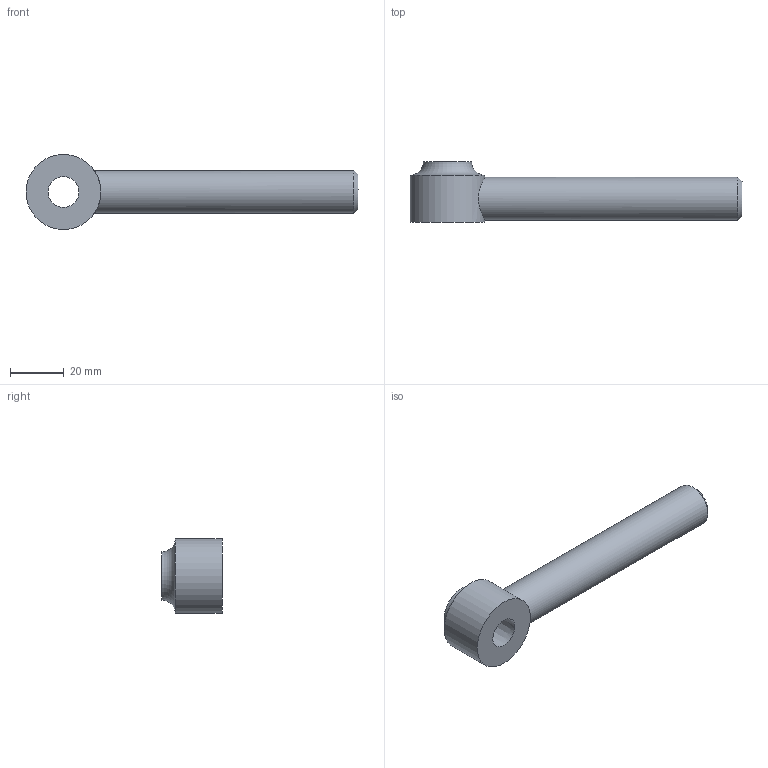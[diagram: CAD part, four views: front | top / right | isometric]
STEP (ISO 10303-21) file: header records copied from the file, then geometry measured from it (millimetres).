
FILE_DESCRIPTION(/* description */ (''),/* implementation_level */ '2;1');
FILE_NAME(/* name */ 'BOCC_CONICA_BRACC_SOSP__2_MIR.stp',/* time_stamp */ '2016-06-02T11:41:01+02:00',/* author */ (''),/* organization */ (''),/* preprocessor_version */ 'ST-DEVELOPER v16.5',/* originating_system */ 'Autodesk Translation Framework v5.0.0.3310',/* authorisation */ '');
FILE_SCHEMA (('AUTOMOTIVE_DESIGN { 1 0 10303 214 3 1 1 }'));
Length unit declared in the file: centimetre
Products named in the file (1): BOCC_CONICA_BRACC_SOSP__2_MIR
Bounding box: 124 x 22.5 x 28 mm (x, y, z)
Volume: 28451.6 mm3; surface area: 8668.9 mm2
Topology: 1 solids, 1 shells, 12 faces, 27 edges, 18 vertices
Faces by surface type: plane 7, cone 2, cylinder 2, torus 1
Full cylindrical faces by diameter (mm): 16 x1, 28 x1
Entity records: 358 total; most frequent: CARTESIAN_POINT 87, DIRECTION 52, ORIENTED_EDGE 42, EDGE_CURVE 21, AXIS2_PLACEMENT_3D 21, EDGE_LOOP 19, VERTEX_POINT 16, FACE_OUTER_BOUND 12
